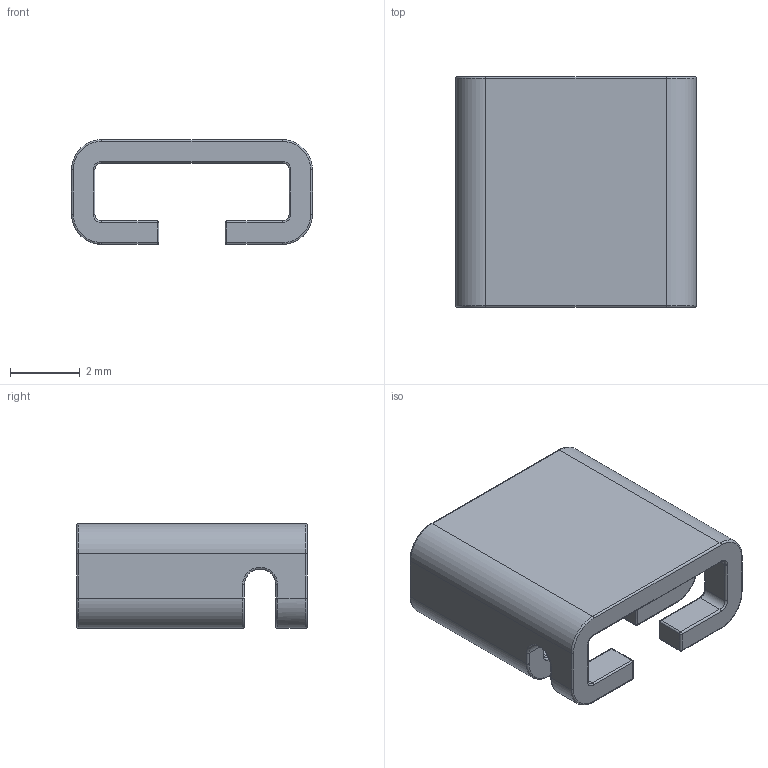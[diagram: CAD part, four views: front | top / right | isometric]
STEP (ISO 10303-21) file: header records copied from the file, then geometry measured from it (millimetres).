
FILE_DESCRIPTION(/* description */ (''),/* implementation_level */ '2;1');
FILE_NAME(/* name */ 'CSM272~1',/* time_stamp */ '2022-10-10T10:56:37+02:00',/* author */ (''),/* organization */ (''),/* preprocessor_version */ 'ST-DEVELOPER v16.5',/* originating_system */ '',/* authorisation */ '');
FILE_SCHEMA (('AUTOMOTIVE_DESIGN'));
Length unit declared in the file: millimetre
Products named in the file (1): Document
Bounding box: 6.9 x 6.6 x 3 mm (x, y, z)
Volume: 59.3 mm3; surface area: 211.1 mm2
Topology: 1 solids, 1 shells, 134 faces, 292 edges, 160 vertices
Faces by surface type: bspline 128, plane 6
Entity records: 3446 total; most frequent: CARTESIAN_POINT 1916, ORIENTED_EDGE 584, EDGE_CURVE 292, VERTEX_POINT 160, ADVANCED_FACE 134, FACE_OUTER_BOUND 134, EDGE_LOOP 134, B_SPLINE_CURVE_WITH_KNOTS 40
